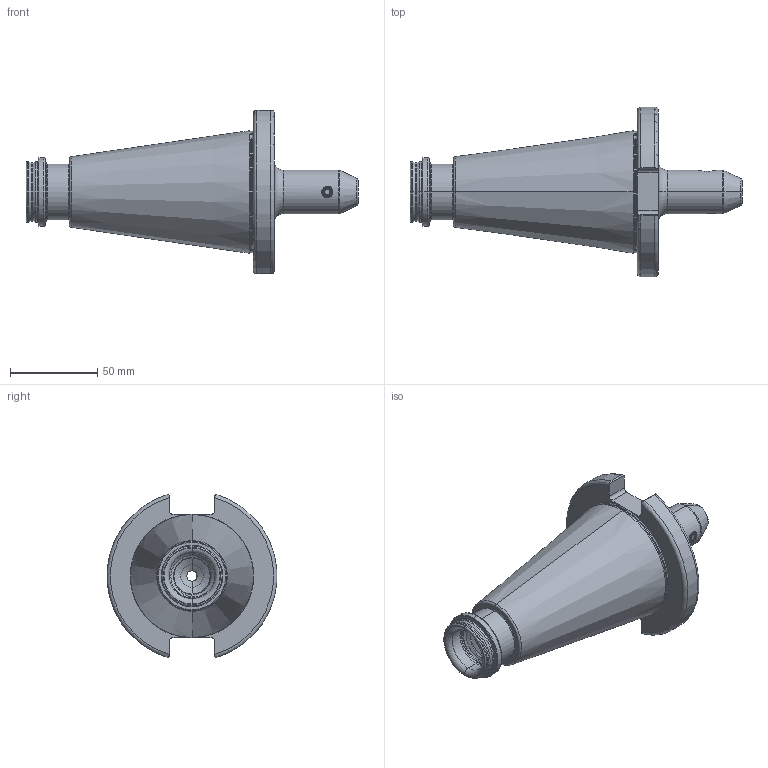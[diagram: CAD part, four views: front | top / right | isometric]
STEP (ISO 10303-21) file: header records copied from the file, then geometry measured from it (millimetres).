
FILE_DESCRIPTION (( 'STEP AP203' ), '1' );
FILE_NAME ('501.04.06.STEP', '2016-11-26T04:48:01', ( '' ), ( '' ), 'SwSTEP 2.0', 'SolidWorks 2012', '' );
FILE_SCHEMA (( 'CONFIG_CONTROL_DESIGN' ));
Length unit declared in the file: millimetre
Products named in the file (3): 側固6_M6x1_10L; 501.04.06
Assembly tree (2 placements, depth 2):
  501.04.06
    501.04.06
    側固6_M6x1_10L
Bounding box: 189.8 x 96.94 x 93.38 mm (x, y, z)
Volume: 336644.8 mm3; surface area: 51924.2 mm2
Topology: 2 solids, 2 shells, 208 faces, 528 edges, 329 vertices
Faces by surface type: cylinder 91, torus 38, cone 31, plane 27, bspline 19, sphere 2
Entity records: 16862 total; most frequent: CARTESIAN_POINT 12083, ORIENTED_EDGE 1052, DIRECTION 844, EDGE_CURVE 526, AXIS2_PLACEMENT_3D 345, VERTEX_POINT 329, EDGE_LOOP 219, FACE_OUTER_BOUND 208
